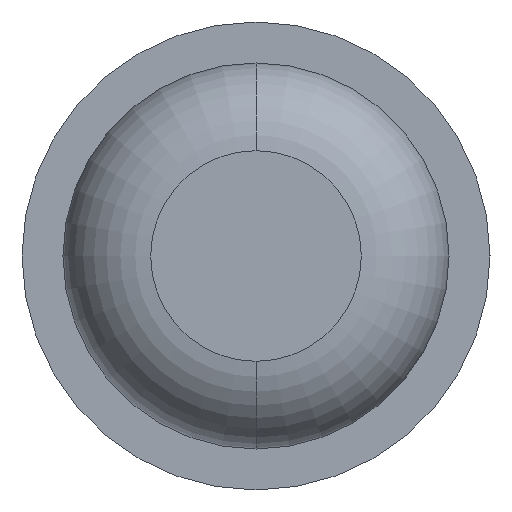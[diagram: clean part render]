
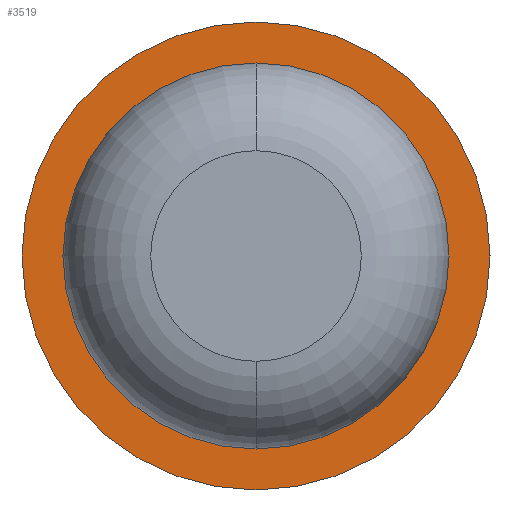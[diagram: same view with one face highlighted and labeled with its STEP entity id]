
A CAD part, front view. The second image highlights one B-rep face of the part: STEP entity #3519.
In plain terms, the highlighted planar face has unit normal (0, -1, 0).
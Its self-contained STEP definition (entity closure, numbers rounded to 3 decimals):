
#7 = EDGE_CURVE ( 'Defeature ausgef�hrt1_5+Defeature ausgef�hrt1_4+Defeature ausgef�hrt1_4+Defeature ausgef�hrt1_4', #1243, #2877, #2297, .T. ) ;
#94 = AXIS2_PLACEMENT_3D ( 'NONE', #753, #3255, #2429 ) ;
#107 = FACE_BOUND ( 'NONE', #578, .T. ) ;
#444 = VERTEX_POINT ( 'NONE', #2815 ) ;
#464 = FACE_OUTER_BOUND ( 'NONE', #1316, .T. ) ;
#473 = EDGE_CURVE ( 'Defeature ausgef�hrt1_5+Defeature ausgef�hrt1_4+Defeature ausgef�hrt1_4+Defeature ausgef�hrt1_4', #2877, #1243, #3179, .T. ) ;
#578 = EDGE_LOOP ( 'NONE', ( #940, #3217 ) ) ;
#753 = CARTESIAN_POINT ( 'NONE',  ( -1., -3., 0. ) ) ;
#784 = CARTESIAN_POINT ( 'NONE',  ( 0., -3., 0. ) ) ;
#880 = EDGE_CURVE ( 'Defeature ausgef�hrt1_1+Defeature ausgef�hrt1_4+Defeature ausgef�hrt1_4+Defeature ausgef�hrt1_4', #444, #1721, #1808, .T. ) ;
#940 = ORIENTED_EDGE ( 'NONE', *, *, #880, .F. ) ;
#976 = AXIS2_PLACEMENT_3D ( 'NONE', #1593, #2097, #2702 ) ;
#1144 = DIRECTION ( 'NONE',  ( 0., 0., 1. ) ) ;
#1243 = VERTEX_POINT ( 'NONE', #2988 ) ;
#1316 = EDGE_LOOP ( 'NONE', ( #1503, #3200 ) ) ;
#1443 = AXIS2_PLACEMENT_3D ( 'NONE', #1457, #2563, #2520 ) ;
#1457 = CARTESIAN_POINT ( 'NONE',  ( 0., -3., 0. ) ) ;
#1503 = ORIENTED_EDGE ( 'NONE', *, *, #7, .F. ) ;
#1593 = CARTESIAN_POINT ( 'NONE',  ( 0., -3., 0. ) ) ;
#1721 = VERTEX_POINT ( 'NONE', #2140 ) ;
#1808 = CIRCLE ( 'NONE', #1443, 0.825 ) ;
#1899 = DIRECTION ( 'NONE',  ( 0., 1., 0. ) ) ;
#2063 = CIRCLE ( 'NONE', #976, 0.825 ) ;
#2097 = DIRECTION ( 'NONE',  ( 0., -1., 0. ) ) ;
#2140 = CARTESIAN_POINT ( 'NONE',  ( 0., -3., -0.825 ) ) ;
#2297 = CIRCLE ( 'NONE', #3188, 1. ) ;
#2384 = CARTESIAN_POINT ( 'NONE',  ( 0., -3., -1. ) ) ;
#2429 = DIRECTION ( 'NONE',  ( 0., 0., -1. ) ) ;
#2520 = DIRECTION ( 'NONE',  ( 0., 0., -1. ) ) ;
#2542 = CARTESIAN_POINT ( 'NONE',  ( 0., -3., 0. ) ) ;
#2563 = DIRECTION ( 'NONE',  ( 0., -1., 0. ) ) ;
#2601 = AXIS2_PLACEMENT_3D ( 'NONE', #2542, #3089, #1144 ) ;
#2702 = DIRECTION ( 'NONE',  ( 0., 0., -1. ) ) ;
#2815 = CARTESIAN_POINT ( 'NONE',  ( 0., -3., 0.825 ) ) ;
#2877 = VERTEX_POINT ( 'NONE', #2384 ) ;
#2988 = CARTESIAN_POINT ( 'NONE',  ( 0., -3., 1. ) ) ;
#3089 = DIRECTION ( 'NONE',  ( 0., 1., 0. ) ) ;
#3179 = CIRCLE ( 'NONE', #2601, 1. ) ;
#3188 = AXIS2_PLACEMENT_3D ( 'NONE', #784, #1899, #3276 ) ;
#3200 = ORIENTED_EDGE ( 'NONE', *, *, #473, .F. ) ;
#3217 = ORIENTED_EDGE ( 'NONE', *, *, #3357, .F. ) ;
#3255 = DIRECTION ( 'NONE',  ( 0., -1., 0. ) ) ;
#3276 = DIRECTION ( 'NONE',  ( 0., 0., 1. ) ) ;
#3357 = EDGE_CURVE ( 'Defeature ausgef�hrt1_1+Defeature ausgef�hrt1_4+Defeature ausgef�hrt1_4+Defeature ausgef�hrt1_4', #1721, #444, #2063, .T. ) ;
#3513 = PLANE ( 'NONE',  #94 ) ;
#3519 = ADVANCED_FACE ( 'Defeature ausgef�hrt1_4', ( #107, #464 ), #3513, .T. ) ;
